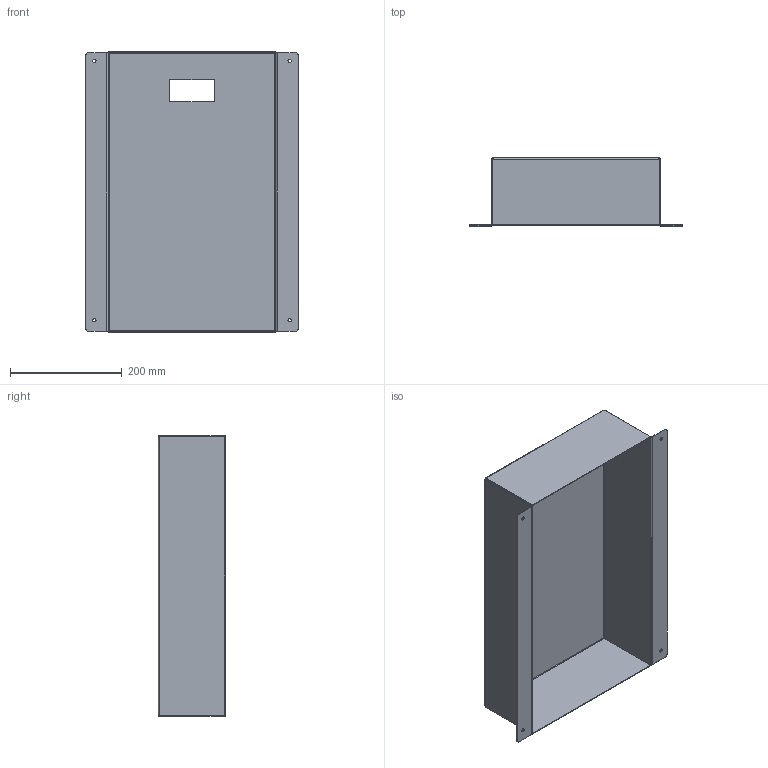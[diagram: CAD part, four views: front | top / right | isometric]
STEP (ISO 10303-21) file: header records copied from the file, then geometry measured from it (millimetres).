
FILE_DESCRIPTION(/* description */ ('STEP AP214'),/* implementation_level */ '2;1');
FILE_NAME(/* name */ '68a73fc19ee1017bae0a0729',/* time_stamp */ '2025-08-21T15:48:18Z',/* author */ (''),/* organization */ (''),/* preprocessor_version */ 'ST-DEVELOPER v20',/* originating_system */ 'ONSHAPE BY PTC INC, 1.202',/* authorisation */ ' ');
FILE_SCHEMA (('AUTOMOTIVE_DESIGN {1 0 10303 214 3 1 1}'));
Length unit declared in the file: metre
Products named in the file (1): Part 1
Bounding box: 380 x 121.5 x 503 mm (x, y, z)
Volume: 563854.1 mm3; surface area: 756359.6 mm2
Topology: 1 solids, 1 shells, 74 faces, 168 edges, 96 vertices
Faces by surface type: plane 54, cylinder 20
Full cylindrical faces by diameter (mm): 6 x4
Entity records: 2038 total; most frequent: DIRECTION 354, CARTESIAN_POINT 335, ORIENTED_EDGE 328, EDGE_CURVE 164, LINE 124, VECTOR 124, AXIS2_PLACEMENT_3D 115, VERTEX_POINT 96
